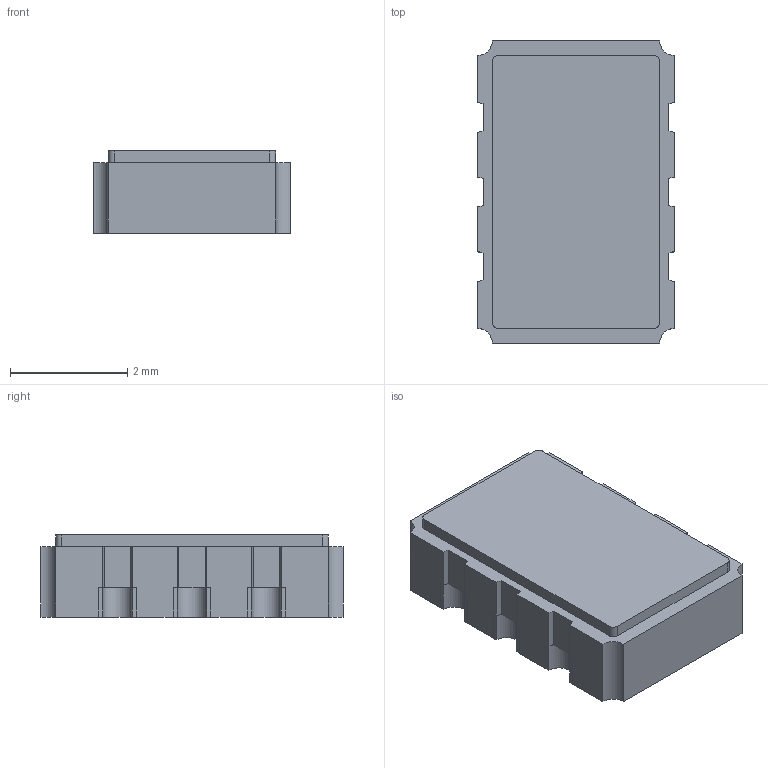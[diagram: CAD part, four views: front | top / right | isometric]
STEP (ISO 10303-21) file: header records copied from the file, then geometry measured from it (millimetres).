
FILE_DESCRIPTION(/* description */ (''),/* implementation_level */ '2;1');
FILE_NAME(/* name */ 'OSCSC127P515X335X140-6N.stp',/* time_stamp */ '2015-11-25T18:23:25+01:00',/* author */ ('bcivel'),/* organization */ (''),/* preprocessor_version */ 'ST-DEVELOPER v15.5',/* originating_system */ 'AutoCAD Mechanical',/* authorisation */ '');
FILE_SCHEMA (('AUTOMOTIVE_DESIGN { 1 0 10303 214 3 1 1 }'));
Length unit declared in the file: millimetre
Products named in the file (1): Product
Bounding box: 3.35 x 5.15 x 1.4 mm (x, y, z)
Volume: 22.6 mm3; surface area: 108.2 mm2
Topology: 8 solids, 8 shells, 116 faces, 300 edges, 200 vertices
Faces by surface type: plane 90, cylinder 26
Entity records: 3548 total; most frequent: CARTESIAN_POINT 617, ORIENTED_EDGE 600, DIRECTION 586, EDGE_CURVE 300, LINE 248, VECTOR 248, VERTEX_POINT 200, AXIS2_PLACEMENT_3D 169
